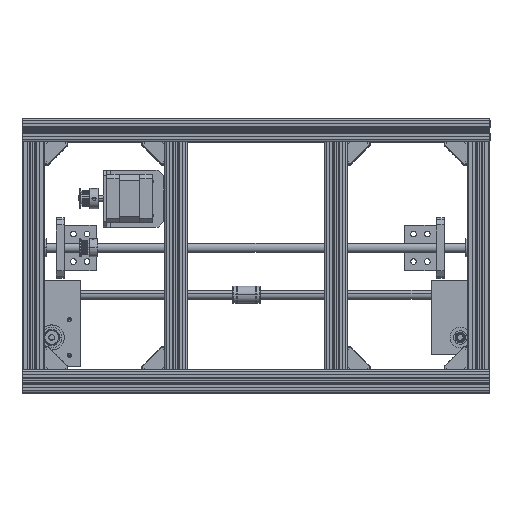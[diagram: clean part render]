
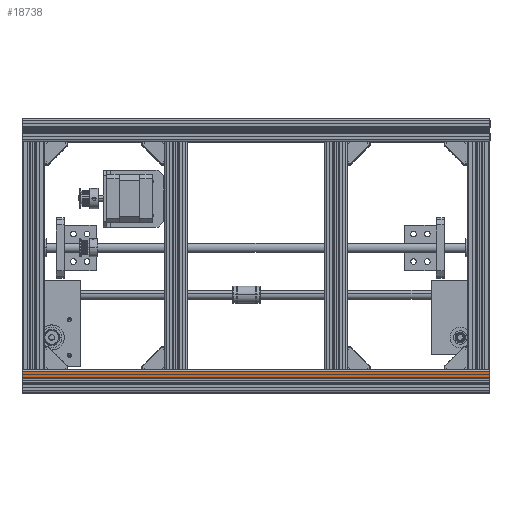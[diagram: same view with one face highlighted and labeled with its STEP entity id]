
A CAD part, top view. The second image highlights one B-rep face of the part: STEP entity #18738.
In plain terms, the highlighted face is planar.
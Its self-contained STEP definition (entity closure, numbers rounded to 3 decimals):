
#209 = CARTESIAN_POINT ( 'NONE',  ( -4.524, 0.167, 410. ) ) ;
#780 = DIRECTION ( 'NONE',  ( 0., 1., 0. ) ) ;
#1015 = ORIENTED_EDGE ( 'NONE', *, *, #20875, .T. ) ;
#3782 = LINE ( 'NONE', #19696, #10461 ) ;
#4961 = VECTOR ( 'NONE', #32867, 1000. ) ;
#6383 = ORIENTED_EDGE ( 'NONE', *, *, #15454, .T. ) ;
#10461 = VECTOR ( 'NONE', #19961, 1000. ) ;
#11302 = LINE ( 'NONE', #24255, #35726 ) ;
#11336 = AXIS2_PLACEMENT_3D ( 'NONE', #209, #27667, #21146 ) ;
#11401 = EDGE_LOOP ( 'NONE', ( #1015, #26293, #33224, #6383 ) ) ;
#14120 = VERTEX_POINT ( 'NONE', #16376 ) ;
#15454 = EDGE_CURVE ( 'NONE', #14120, #25245, #3782, .T. ) ;
#16376 = CARTESIAN_POINT ( 'NONE',  ( -4.524, 0.167, 410. ) ) ;
#16436 = LINE ( 'NONE', #30309, #4961 ) ;
#17707 = VECTOR ( 'NONE', #780, 1000. ) ;
#18309 = PLANE ( 'NONE',  #11336 ) ;
#18738 = ADVANCED_FACE ( 'NONE', ( #22718 ), #18309, .F. ) ;
#19017 = VERTEX_POINT ( 'NONE', #19389 ) ;
#19172 = LINE ( 'NONE', #28668, #17707 ) ;
#19293 = EDGE_CURVE ( 'NONE', #20490, #19017, #16436, .T. ) ;
#19389 = CARTESIAN_POINT ( 'NONE',  ( -4.524, 5.529, 0. ) ) ;
#19696 = CARTESIAN_POINT ( 'NONE',  ( -4.524, 0.167, 410. ) ) ;
#19961 = DIRECTION ( 'NONE',  ( 0., 0., -1. ) ) ;
#20490 = VERTEX_POINT ( 'NONE', #33700 ) ;
#20875 = EDGE_CURVE ( 'NONE', #25245, #19017, #19172, .T. ) ;
#21146 = DIRECTION ( 'NONE',  ( 0., -1., 0. ) ) ;
#22718 = FACE_OUTER_BOUND ( 'NONE', #11401, .T. ) ;
#23559 = CARTESIAN_POINT ( 'NONE',  ( -4.524, 0.167, 0. ) ) ;
#24255 = CARTESIAN_POINT ( 'NONE',  ( -4.524, 0.167, 410. ) ) ;
#25245 = VERTEX_POINT ( 'NONE', #23559 ) ;
#26293 = ORIENTED_EDGE ( 'NONE', *, *, #19293, .F. ) ;
#27667 = DIRECTION ( 'NONE',  ( -1., 0., 0. ) ) ;
#28668 = CARTESIAN_POINT ( 'NONE',  ( -4.524, 0.167, 0. ) ) ;
#29881 = DIRECTION ( 'NONE',  ( 0., 1., 0. ) ) ;
#30309 = CARTESIAN_POINT ( 'NONE',  ( -4.524, 5.529, 410. ) ) ;
#30832 = EDGE_CURVE ( 'NONE', #14120, #20490, #11302, .T. ) ;
#32867 = DIRECTION ( 'NONE',  ( 0., 0., -1. ) ) ;
#33224 = ORIENTED_EDGE ( 'NONE', *, *, #30832, .F. ) ;
#33700 = CARTESIAN_POINT ( 'NONE',  ( -4.524, 5.529, 410. ) ) ;
#35726 = VECTOR ( 'NONE', #29881, 1000. ) ;
